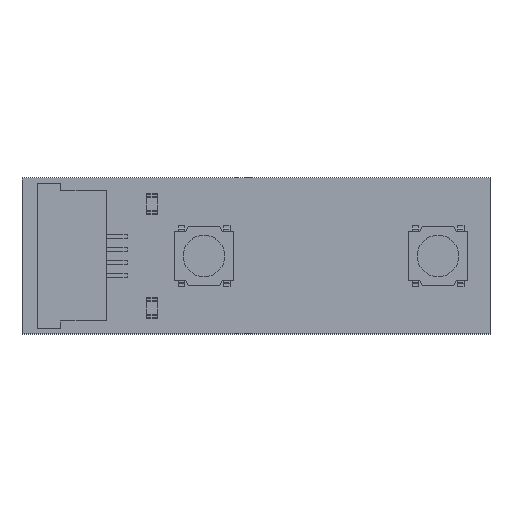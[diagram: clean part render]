
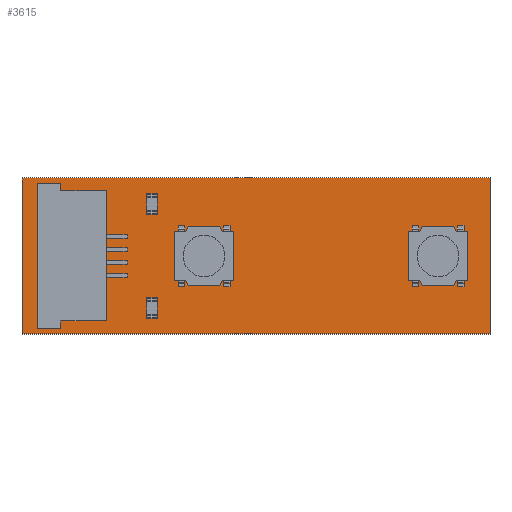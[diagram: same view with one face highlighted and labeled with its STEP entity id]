
A CAD part, top view. The second image highlights one B-rep face of the part: STEP entity #3615.
In plain terms, the highlighted planar face has unit normal (0, 0, 1).
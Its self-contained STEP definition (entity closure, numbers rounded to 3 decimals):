
#3486 = VERTEX_POINT('',#3487);
#3487 = CARTESIAN_POINT('',(182.,-66.,1.));
#3493 = EDGE_CURVE('',#3486,#3494,#3496,.T.);
#3494 = VERTEX_POINT('',#3495);
#3495 = CARTESIAN_POINT('',(146.,-66.,1.));
#3496 = LINE('',#3497,#3498);
#3497 = CARTESIAN_POINT('',(182.,-66.,1.));
#3498 = VECTOR('',#3499,1.);
#3499 = DIRECTION('',(-1.,0.,0.));
#3524 = EDGE_CURVE('',#3494,#3525,#3527,.T.);
#3525 = VERTEX_POINT('',#3526);
#3526 = CARTESIAN_POINT('',(146.,-54.,1.));
#3527 = LINE('',#3528,#3529);
#3528 = CARTESIAN_POINT('',(146.,-66.,1.));
#3529 = VECTOR('',#3530,1.);
#3530 = DIRECTION('',(0.,1.,0.));
#3555 = EDGE_CURVE('',#3525,#3556,#3558,.T.);
#3556 = VERTEX_POINT('',#3557);
#3557 = CARTESIAN_POINT('',(182.,-54.,1.));
#3558 = LINE('',#3559,#3560);
#3559 = CARTESIAN_POINT('',(146.,-54.,1.));
#3560 = VECTOR('',#3561,1.);
#3561 = DIRECTION('',(1.,0.,0.));
#3586 = EDGE_CURVE('',#3556,#3486,#3587,.T.);
#3587 = LINE('',#3588,#3589);
#3588 = CARTESIAN_POINT('',(182.,-54.,1.));
#3589 = VECTOR('',#3590,1.);
#3590 = DIRECTION('',(0.,-1.,0.));
#3615 = ADVANCED_FACE('',(#3616),#3622,.T.);
#3616 = FACE_BOUND('',#3617,.F.);
#3617 = EDGE_LOOP('',(#3618,#3619,#3620,#3621));
#3618 = ORIENTED_EDGE('',*,*,#3493,.T.);
#3619 = ORIENTED_EDGE('',*,*,#3524,.T.);
#3620 = ORIENTED_EDGE('',*,*,#3555,.T.);
#3621 = ORIENTED_EDGE('',*,*,#3586,.T.);
#3622 = PLANE('',#3623);
#3623 = AXIS2_PLACEMENT_3D('',#3624,#3625,#3626);
#3624 = CARTESIAN_POINT('',(0.,0.,1.));
#3625 = DIRECTION('',(0.,0.,1.));
#3626 = DIRECTION('',(1.,0.,-0.));
